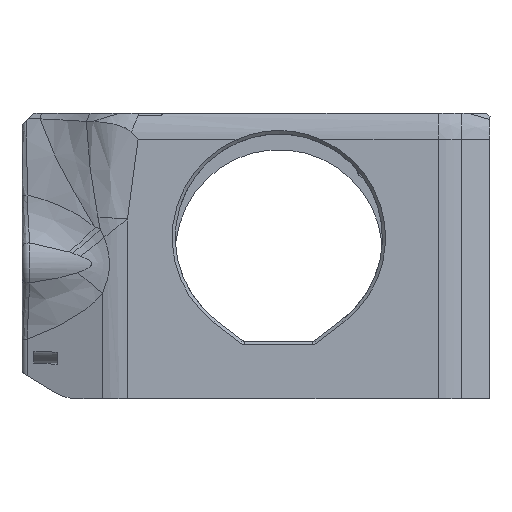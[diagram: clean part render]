
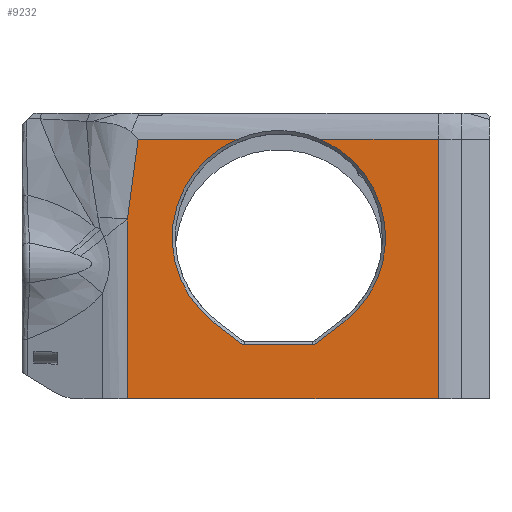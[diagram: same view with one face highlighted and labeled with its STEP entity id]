
A CAD part, left-side view. The second image highlights one B-rep face of the part: STEP entity #9232.
In plain terms, the highlighted planar face has unit normal (-1, 0, 0).
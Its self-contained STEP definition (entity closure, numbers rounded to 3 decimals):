
#635=B_SPLINE_CURVE_WITH_KNOTS('',3,(#24930,#24931,#24932,#24933,#24934,
#24935,#24936,#24937,#24938,#24939,#24940,#24941,#24942,#24943,#24944,#24945,
#24946,#24947,#24948,#24949,#24950,#24951),.UNSPECIFIED.,.F.,.F.,(4,3,3,
3,3,3,3,4),(0.004,0.008,0.009,
0.009,0.011,0.012,0.012,
0.015),.UNSPECIFIED.);
#1196=CIRCLE('',#10001,13.65);
#1197=CIRCLE('',#10002,0.8);
#1198=CIRCLE('',#10003,0.8);
#1199=CIRCLE('',#10004,13.65);
#1595=FACE_OUTER_BOUND('',#2180,.T.);
#2180=EDGE_LOOP('',(#7072,#7073,#7074,#7075,#7076,#7077,#7078,#7079,#7080,
#7081,#7082,#7083,#7084));
#2812=LINE('',#24624,#3288);
#2827=LINE('',#24923,#3303);
#2828=LINE('',#24928,#3304);
#2829=LINE('',#24952,#3305);
#2830=LINE('',#24954,#3306);
#2831=LINE('',#24958,#3307);
#2832=LINE('',#24962,#3308);
#2833=LINE('',#24966,#3309);
#3288=VECTOR('',#11380,1000.);
#3303=VECTOR('',#11421,1000.);
#3304=VECTOR('',#11426,1000.);
#3305=VECTOR('',#11427,1000.);
#3306=VECTOR('',#11428,1000.);
#3307=VECTOR('',#11431,1000.);
#3308=VECTOR('',#11434,1000.);
#3309=VECTOR('',#11437,1000.);
#4127=VERTEX_POINT('',#24622);
#4128=VERTEX_POINT('',#24623);
#4162=VERTEX_POINT('',#24922);
#4163=VERTEX_POINT('',#24926);
#4164=VERTEX_POINT('',#24927);
#4165=VERTEX_POINT('',#24929);
#4166=VERTEX_POINT('',#24953);
#4167=VERTEX_POINT('',#24955);
#4168=VERTEX_POINT('',#24957);
#4169=VERTEX_POINT('',#24959);
#4170=VERTEX_POINT('',#24961);
#4171=VERTEX_POINT('',#24963);
#4172=VERTEX_POINT('',#24965);
#5200=EDGE_CURVE('',#4127,#4128,#2812,.T.);
#5249=EDGE_CURVE('',#4127,#4162,#2827,.T.);
#5251=EDGE_CURVE('',#4163,#4164,#2828,.T.);
#5252=EDGE_CURVE('',#4164,#4165,#635,.T.);
#5253=EDGE_CURVE('',#4128,#4165,#2829,.T.);
#5254=EDGE_CURVE('',#4162,#4166,#2830,.T.);
#5255=EDGE_CURVE('',#4166,#4167,#1196,.T.);
#5256=EDGE_CURVE('',#4167,#4168,#2831,.T.);
#5257=EDGE_CURVE('',#4168,#4169,#1197,.T.);
#5258=EDGE_CURVE('',#4169,#4170,#2832,.T.);
#5259=EDGE_CURVE('',#4170,#4171,#1198,.T.);
#5260=EDGE_CURVE('',#4171,#4172,#2833,.T.);
#5261=EDGE_CURVE('',#4172,#4163,#1199,.T.);
#7072=ORIENTED_EDGE('',*,*,#5251,.T.);
#7073=ORIENTED_EDGE('',*,*,#5252,.T.);
#7074=ORIENTED_EDGE('',*,*,#5253,.F.);
#7075=ORIENTED_EDGE('',*,*,#5200,.F.);
#7076=ORIENTED_EDGE('',*,*,#5249,.T.);
#7077=ORIENTED_EDGE('',*,*,#5254,.T.);
#7078=ORIENTED_EDGE('',*,*,#5255,.T.);
#7079=ORIENTED_EDGE('',*,*,#5256,.T.);
#7080=ORIENTED_EDGE('',*,*,#5257,.T.);
#7081=ORIENTED_EDGE('',*,*,#5258,.T.);
#7082=ORIENTED_EDGE('',*,*,#5259,.T.);
#7083=ORIENTED_EDGE('',*,*,#5260,.T.);
#7084=ORIENTED_EDGE('',*,*,#5261,.T.);
#8976=PLANE('',#10000);
#9232=ADVANCED_FACE('',(#1595),#8976,.F.);
#10000=AXIS2_PLACEMENT_3D('',#24925,#11424,#11425);
#10001=AXIS2_PLACEMENT_3D('',#24956,#11429,#11430);
#10002=AXIS2_PLACEMENT_3D('',#24960,#11432,#11433);
#10003=AXIS2_PLACEMENT_3D('',#24964,#11435,#11436);
#10004=AXIS2_PLACEMENT_3D('',#24967,#11438,#11439);
#11380=DIRECTION('',(0.,1.,0.));
#11421=DIRECTION('',(0.,0.,1.));
#11424=DIRECTION('center_axis',(1.,0.,0.));
#11425=DIRECTION('ref_axis',(0.,1.,0.));
#11426=DIRECTION('',(0.,1.,0.));
#11427=DIRECTION('',(0.,0.,1.));
#11428=DIRECTION('',(0.,1.,0.));
#11429=DIRECTION('center_axis',(1.,0.,0.));
#11430=DIRECTION('ref_axis',(0.,1.,0.));
#11431=DIRECTION('',(0.,0.793,-0.609));
#11432=DIRECTION('center_axis',(1.,0.,0.));
#11433=DIRECTION('ref_axis',(0.,1.,0.));
#11434=DIRECTION('',(0.,1.,0.));
#11435=DIRECTION('center_axis',(1.,0.,0.));
#11436=DIRECTION('ref_axis',(0.,1.,0.));
#11437=DIRECTION('',(0.,0.793,0.609));
#11438=DIRECTION('center_axis',(1.,0.,0.));
#11439=DIRECTION('ref_axis',(0.,1.,0.));
#24622=CARTESIAN_POINT('',(-26.5,-53.242,-19.957));
#24623=CARTESIAN_POINT('',(-26.5,-13.491,-19.957));
#24624=CARTESIAN_POINT('',(-26.5,-53.242,-19.957));
#24922=CARTESIAN_POINT('',(-26.5,-53.242,13.189));
#24923=CARTESIAN_POINT('',(-26.5,-53.242,13.189));
#24925=CARTESIAN_POINT('Origin',(-26.5,-14.85,17.333));
#24926=CARTESIAN_POINT('',(-26.5,-27.497,13.189));
#24927=CARTESIAN_POINT('',(-26.5,-14.844,13.189));
#24928=CARTESIAN_POINT('',(-26.5,-18.259,13.189));
#24929=CARTESIAN_POINT('',(-26.5,-13.491,3.02));
#24930=CARTESIAN_POINT('Ctrl Pts',(-26.5,-14.844,13.189));
#24931=CARTESIAN_POINT('Ctrl Pts',(-26.5,-14.646,12.111));
#24932=CARTESIAN_POINT('Ctrl Pts',(-26.5,-14.464,
11.03));
#24933=CARTESIAN_POINT('Ctrl Pts',(-26.5,-14.297,
9.947));
#24934=CARTESIAN_POINT('Ctrl Pts',(-26.5,-14.239,
9.576));
#24935=CARTESIAN_POINT('Ctrl Pts',(-26.5,-14.184,
9.204));
#24936=CARTESIAN_POINT('Ctrl Pts',(-26.5,-14.131,
8.832));
#24937=CARTESIAN_POINT('Ctrl Pts',(-26.5,-14.097,
8.596));
#24938=CARTESIAN_POINT('Ctrl Pts',(-26.5,-14.063,
8.36));
#24939=CARTESIAN_POINT('Ctrl Pts',(-26.5,-14.031,
8.124));
#24940=CARTESIAN_POINT('Ctrl Pts',(-26.5,-13.949,
7.523));
#24941=CARTESIAN_POINT('Ctrl Pts',(-26.5,-13.871,
6.921));
#24942=CARTESIAN_POINT('Ctrl Pts',(-26.5,-13.801,6.318));
#24943=CARTESIAN_POINT('Ctrl Pts',(-26.5,-13.786,
6.19));
#24944=CARTESIAN_POINT('Ctrl Pts',(-26.5,-13.771,
6.062));
#24945=CARTESIAN_POINT('Ctrl Pts',(-26.5,-13.756,
5.934));
#24946=CARTESIAN_POINT('Ctrl Pts',(-26.5,-13.743,5.816));
#24947=CARTESIAN_POINT('Ctrl Pts',(-26.5,-13.73,5.697));
#24948=CARTESIAN_POINT('Ctrl Pts',(-26.5,-13.717,
5.579));
#24949=CARTESIAN_POINT('Ctrl Pts',(-26.5,-13.625,
4.728));
#24950=CARTESIAN_POINT('Ctrl Pts',(-26.5,-13.547,3.876));
#24951=CARTESIAN_POINT('Ctrl Pts',(-26.5,-13.491,3.02));
#24952=CARTESIAN_POINT('',(-26.5,-13.491,-17.667));
#24953=CARTESIAN_POINT('',(-26.5,-38.203,13.189));
#24954=CARTESIAN_POINT('',(-26.5,-18.259,13.189));
#24955=CARTESIAN_POINT('',(-26.5,-41.16,-10.197));
#24956=CARTESIAN_POINT('Origin',(-26.5,-32.85,0.633));
#24957=CARTESIAN_POINT('',(-26.5,-37.699,-12.852));
#24958=CARTESIAN_POINT('',(-26.5,-37.896,-12.701));
#24959=CARTESIAN_POINT('',(-26.5,-37.212,-13.017));
#24960=CARTESIAN_POINT('Origin',(-26.5,-37.212,-12.217));
#24961=CARTESIAN_POINT('',(-26.5,-28.488,-13.017));
#24962=CARTESIAN_POINT('',(-26.5,-14.85,-13.017));
#24963=CARTESIAN_POINT('',(-26.5,-28.001,-12.852));
#24964=CARTESIAN_POINT('Origin',(-26.5,-28.488,-12.217));
#24965=CARTESIAN_POINT('',(-26.5,-24.54,-10.197));
#24966=CARTESIAN_POINT('',(-26.5,-5.146,4.686));
#24967=CARTESIAN_POINT('Origin',(-26.5,-32.85,0.633));
